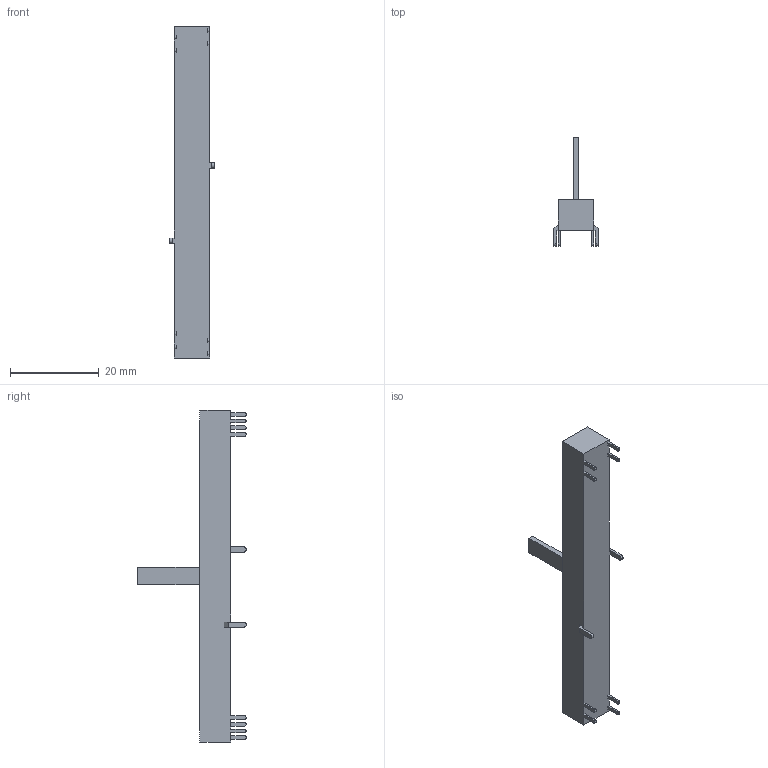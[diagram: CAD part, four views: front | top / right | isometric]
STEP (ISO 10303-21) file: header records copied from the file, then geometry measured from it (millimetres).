
FILE_DESCRIPTION(/* description */ (''),/* implementation_level */ '2;1');
FILE_NAME(/* name */ 'slidepot v2.step',/* time_stamp */ '2018-05-27T21:18:29+02:00',/* author */ ('mC3D69'),/* organization */ (''),/* preprocessor_version */ 'ST-DEVELOPER v17',/* originating_system */ 'Autodesk Translation Framework v7.1.0.215',/* authorisation */ '');
FILE_SCHEMA (('AUTOMOTIVE_DESIGN { 1 0 10303 214 3 1 1 }'));
Length unit declared in the file: millimetre
Products named in the file (1): slidepot
Bounding box: 10 x 24.5 x 75 mm (x, y, z)
Volume: 4113 mm3; surface area: 2759.4 mm2
Topology: 1 solids, 1 shells, 60 faces, 168 edges, 112 vertices
Faces by surface type: plane 50, cylinder 10
Entity records: 2012 total; most frequent: CARTESIAN_POINT 341, ORIENTED_EDGE 336, DIRECTION 310, EDGE_CURVE 168, LINE 148, VECTOR 148, VERTEX_POINT 112, AXIS2_PLACEMENT_3D 81
